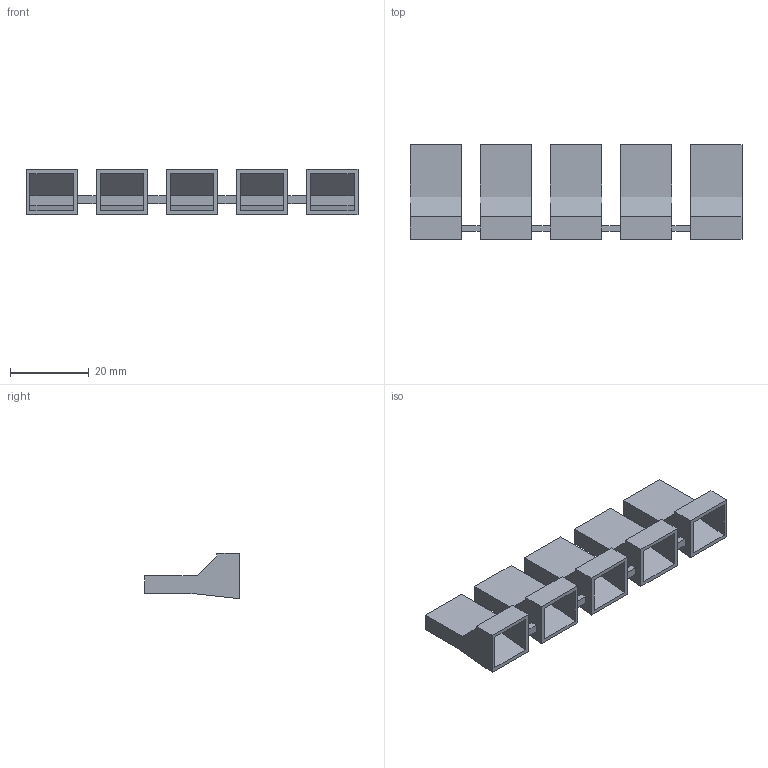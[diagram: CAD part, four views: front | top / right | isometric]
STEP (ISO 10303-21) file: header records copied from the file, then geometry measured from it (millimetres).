
FILE_DESCRIPTION(('STEP AP214'),'1');
FILE_NAME('cctmp_317A5A60-8E24-40D1-8925-D9EA309A4E78_2023_07_24_20_24_32_0288..stp','2023-07-24T18:24:32',('SIEMENS A&D'),('CADClick - www.CADClick.com'),'Spatial InterOp 3D postprocessed',' ','unknown authorization');
FILE_SCHEMA(('AUTOMOTIVE_DESIGN'));
Length unit declared in the file: millimetre
Products named in the file (1): 2023_07_24_20_24_32_0288
Bounding box: 84.2 x 24 x 11.5 mm (x, y, z)
Volume: 4589.8 mm3; surface area: 9421.9 mm2
Topology: 1 solids, 1 shells, 111 faces, 288 edges, 192 vertices
Faces by surface type: plane 111
Entity records: 3685 total; most frequent: CARTESIAN_POINT 592, ORIENTED_EDGE 576, DIRECTION 512, EDGE_CURVE 288, LINE 288, VECTOR 288, VERTEX_POINT 192, EDGE_LOOP 124
